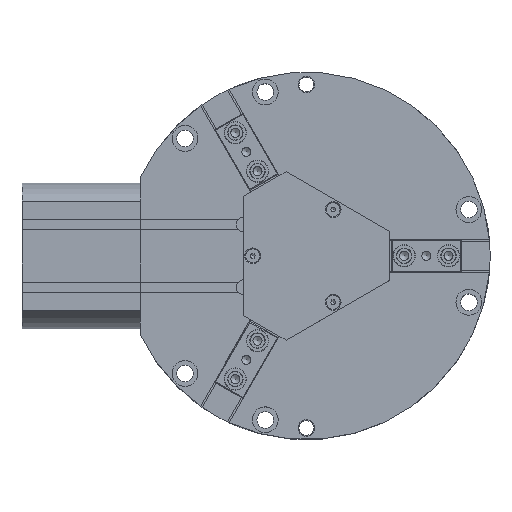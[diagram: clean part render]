
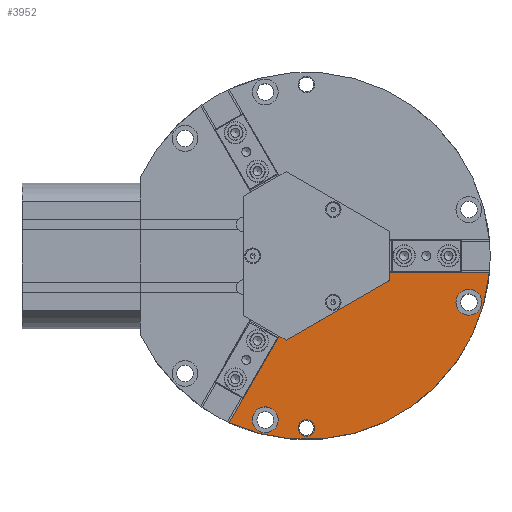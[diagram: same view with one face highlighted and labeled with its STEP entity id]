
A CAD part, top view. The second image highlights one B-rep face of the part: STEP entity #3952.
In plain terms, the highlighted planar face has unit normal (0, 0, 1).
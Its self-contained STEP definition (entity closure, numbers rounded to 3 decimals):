
#229=LINE('',#6449,#548);
#233=LINE('',#6459,#552);
#548=VECTOR('',#5246,10.);
#552=VECTOR('',#5258,10.);
#818=PLANE('',#4495);
#982=FACE_BOUND('',#1538,.T.);
#983=FACE_BOUND('',#1539,.T.);
#984=FACE_BOUND('',#1540,.T.);
#985=FACE_BOUND('',#1541,.T.);
#1230=FACE_OUTER_BOUND('',#1537,.T.);
#1537=EDGE_LOOP('',(#3140,#3141,#3142,#3143));
#1538=EDGE_LOOP('',(#3144));
#1539=EDGE_LOOP('',(#3145));
#1540=EDGE_LOOP('',(#3146));
#1541=EDGE_LOOP('',(#3147));
#1813=CIRCLE('',#4344,1.621);
#1839=CIRCLE('',#4398,4.5);
#1843=CIRCLE('',#4405,7.);
#1861=CIRCLE('',#4438,7.);
#1869=CIRCLE('',#4449,25.);
#1890=CIRCLE('',#4496,99.5);
#1984=VERTEX_POINT('',#6061);
#2037=VERTEX_POINT('',#6211);
#2041=VERTEX_POINT('',#6222);
#2059=VERTEX_POINT('',#6273);
#2073=VERTEX_POINT('',#6304);
#2075=VERTEX_POINT('',#6307);
#2122=VERTEX_POINT('',#6447);
#2124=VERTEX_POINT('',#6457);
#2343=EDGE_CURVE('',#1984,#1984,#1813,.T.);
#2412=EDGE_CURVE('',#2037,#2037,#1839,.T.);
#2416=EDGE_CURVE('',#2041,#2041,#1843,.T.);
#2434=EDGE_CURVE('',#2059,#2059,#1861,.T.);
#2449=EDGE_CURVE('',#2075,#2073,#1869,.T.);
#2520=EDGE_CURVE('',#2073,#2122,#229,.T.);
#2524=EDGE_CURVE('',#2122,#2124,#1890,.T.);
#2525=EDGE_CURVE('',#2124,#2075,#233,.T.);
#3140=ORIENTED_EDGE('',*,*,#2449,.T.);
#3141=ORIENTED_EDGE('',*,*,#2520,.T.);
#3142=ORIENTED_EDGE('',*,*,#2524,.T.);
#3143=ORIENTED_EDGE('',*,*,#2525,.T.);
#3144=ORIENTED_EDGE('',*,*,#2343,.T.);
#3145=ORIENTED_EDGE('',*,*,#2412,.T.);
#3146=ORIENTED_EDGE('',*,*,#2416,.T.);
#3147=ORIENTED_EDGE('',*,*,#2434,.T.);
#3952=ADVANCED_FACE('',(#1230,#982,#983,#984,#985),#818,.T.);
#4344=AXIS2_PLACEMENT_3D('',#6062,#4848,#4849);
#4398=AXIS2_PLACEMENT_3D('',#6212,#4999,#5000);
#4405=AXIS2_PLACEMENT_3D('',#6223,#5013,#5014);
#4438=AXIS2_PLACEMENT_3D('',#6274,#5079,#5080);
#4449=AXIS2_PLACEMENT_3D('',#6308,#5108,#5109);
#4495=AXIS2_PLACEMENT_3D('',#6456,#5254,#5255);
#4496=AXIS2_PLACEMENT_3D('',#6458,#5256,#5257);
#4848=DIRECTION('center_axis',(0.,0.,-1.));
#4849=DIRECTION('ref_axis',(1.,0.,0.));
#4999=DIRECTION('center_axis',(0.,0.,-1.));
#5000=DIRECTION('ref_axis',(1.,0.,0.));
#5013=DIRECTION('center_axis',(0.,0.,-1.));
#5014=DIRECTION('ref_axis',(-0.5,-0.866,0.));
#5079=DIRECTION('center_axis',(0.,0.,-1.));
#5080=DIRECTION('ref_axis',(1.,0.,0.));
#5108=DIRECTION('center_axis',(0.,0.,-1.));
#5109=DIRECTION('ref_axis',(-1.,0.,0.));
#5246=DIRECTION('',(-0.5,-0.866,0.));
#5254=DIRECTION('center_axis',(0.,0.,1.));
#5255=DIRECTION('ref_axis',(1.,0.,0.));
#5256=DIRECTION('center_axis',(0.,0.,1.));
#5257=DIRECTION('ref_axis',(-0.905,-0.426,0.));
#5258=DIRECTION('',(-1.,0.,0.));
#6061=CARTESIAN_POINT('',(16.121,-25.115,26.));
#6062=CARTESIAN_POINT('Origin',(14.5,-25.115,26.));
#6211=CARTESIAN_POINT('',(4.5,-93.148,26.));
#6212=CARTESIAN_POINT('Origin',(0.,-93.148,26.));
#6222=CARTESIAN_POINT('',(-25.763,-94.822,26.));
#6223=CARTESIAN_POINT('Origin',(-22.263,-88.76,26.));
#6273=CARTESIAN_POINT('',(95.,-25.1,26.));
#6274=CARTESIAN_POINT('Origin',(88.,-25.1,26.));
#6304=CARTESIAN_POINT('',(-3.868,-24.699,26.));
#6307=CARTESIAN_POINT('',(23.324,-9.,26.));
#6308=CARTESIAN_POINT('Origin',(0.,0.,26.));
#6447=CARTESIAN_POINT('',(-41.752,-90.316,26.));
#6449=CARTESIAN_POINT('',(7.46,-5.079,26.));
#6456=CARTESIAN_POINT('Origin',(-2.674,0.,
26.));
#6457=CARTESIAN_POINT('',(99.092,-9.,26.));
#6458=CARTESIAN_POINT('Origin',(0.,0.,26.));
#6459=CARTESIAN_POINT('',(-1.337,-9.,26.));
